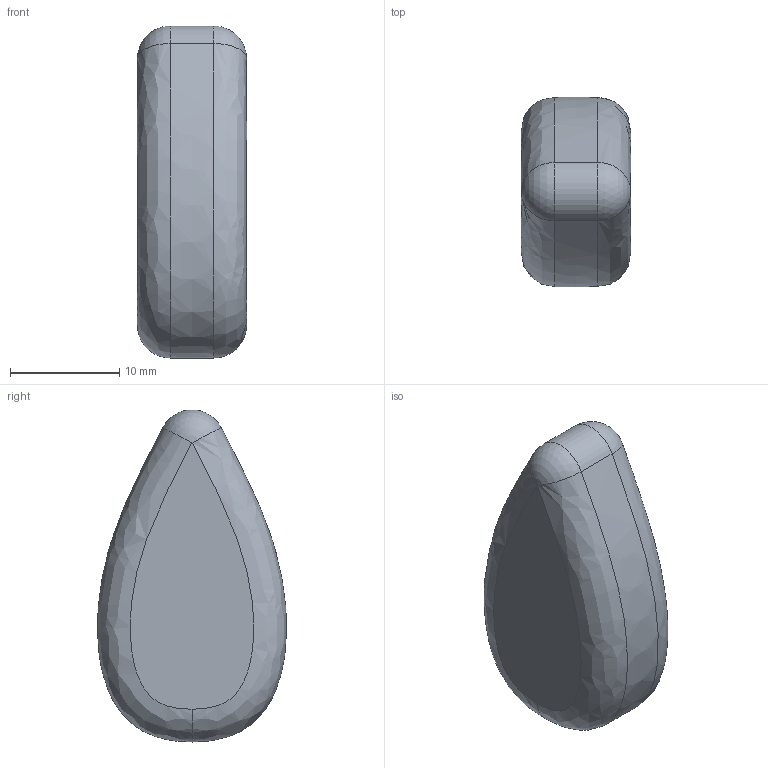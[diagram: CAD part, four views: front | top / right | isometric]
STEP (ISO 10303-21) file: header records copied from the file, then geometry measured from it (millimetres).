
FILE_DESCRIPTION(('CATIA V5 STEP Exchange'),'2;1');
FILE_NAME('Goute eau.stp','2023-05-09T18:21:09+00:00',('none'),('none'),'CATIA Version 5 Release 19 SP 2 (IN-10)','CATIA V5 STEP AP203','none');
FILE_SCHEMA(('CONFIG_CONTROL_DESIGN'));
Length unit declared in the file: millimetre
Products named in the file (1): Goute eau
Bounding box: 10 x 17.32 x 30.4 mm (x, y, z)
Volume: 3671.3 mm3; surface area: 1350.6 mm2
Topology: 1 solids, 1 shells, 11 faces, 21 edges, 11 vertices
Faces by surface type: bspline 4, plane 2, sphere 2, extrusion 2, cylinder 1
Entity records: 1624 total; most frequent: CARTESIAN_POINT 1407, ORIENTED_EDGE 38, DIRECTION 19, EDGE_CURVE 19, B_SPLINE_CURVE_WITH_KNOTS 14, ADVANCED_FACE 11, EDGE_LOOP 11, FACE_OUTER_BOUND 11
